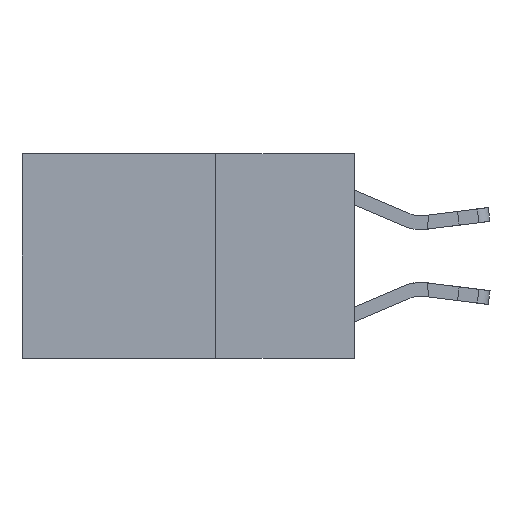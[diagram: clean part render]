
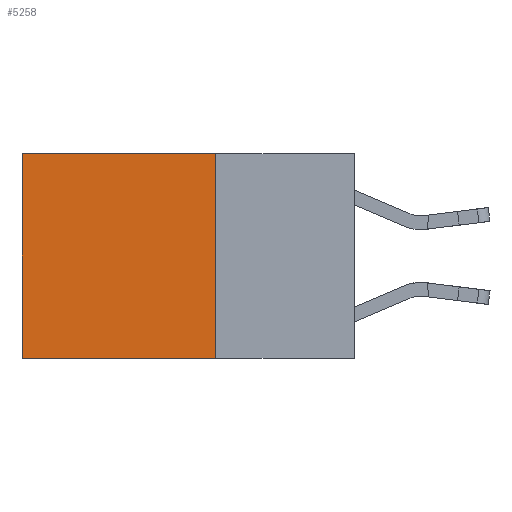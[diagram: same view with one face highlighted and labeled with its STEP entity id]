
A CAD part, left-side view. The second image highlights one B-rep face of the part: STEP entity #5258.
In plain terms, the highlighted planar face has unit normal (-1, 0, 0).
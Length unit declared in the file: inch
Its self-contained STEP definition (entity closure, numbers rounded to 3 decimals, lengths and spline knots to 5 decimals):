
#636 = CARTESIAN_POINT ( 'NONE',  ( 0.2625, 0.25, 0. ) ) ;
#787 = CARTESIAN_POINT ( 'NONE',  ( 0.2625, 0.25, 0. ) ) ;
#926 = CARTESIAN_POINT ( 'NONE',  ( 0.2625, 0.6, 0. ) ) ;
#985 = LINE ( 'NONE', #12574, #12104 ) ;
#1582 = EDGE_CURVE ( 'NONE', #17301, #6583, #985, .T. ) ;
#2147 = DIRECTION ( 'NONE',  ( 0., 0., -1. ) ) ;
#2256 = VERTEX_POINT ( 'NONE', #5084 ) ;
#2395 = ORIENTED_EDGE ( 'NONE', *, *, #7568, .T. ) ;
#3851 = LINE ( 'NONE', #7814, #15490 ) ;
#5012 = PLANE ( 'NONE',  #7622 ) ;
#5084 = CARTESIAN_POINT ( 'NONE',  ( 0.2625, 0.6, 0. ) ) ;
#5258 = ADVANCED_FACE ( 'NONE', ( #7552 ), #5012, .F. ) ;
#6271 = DIRECTION ( 'NONE',  ( 0., 0., -1. ) ) ;
#6583 = VERTEX_POINT ( 'NONE', #8828 ) ;
#7167 = VECTOR ( 'NONE', #6271, 39.37008 ) ;
#7492 = VECTOR ( 'NONE', #2147, 39.37008 ) ;
#7552 = FACE_OUTER_BOUND ( 'NONE', #10419, .T. ) ;
#7568 = EDGE_CURVE ( 'NONE', #2256, #6583, #10320, .T. ) ;
#7622 = AXIS2_PLACEMENT_3D ( 'NONE', #787, #10445, #7725 ) ;
#7725 = DIRECTION ( 'NONE',  ( 0., 0., -1. ) ) ;
#7814 = CARTESIAN_POINT ( 'NONE',  ( 0.2625, 0.25, 0. ) ) ;
#8828 = CARTESIAN_POINT ( 'NONE',  ( 0.2625, 0.6, -0.37 ) ) ;
#8981 = ORIENTED_EDGE ( 'NONE', *, *, #13430, .T. ) ;
#9070 = DIRECTION ( 'NONE',  ( 0., 1., 0. ) ) ;
#9897 = ORIENTED_EDGE ( 'NONE', *, *, #14727, .F. ) ;
#10320 = LINE ( 'NONE', #926, #7167 ) ;
#10419 = EDGE_LOOP ( 'NONE', ( #2395, #14794, #9897, #8981 ) ) ;
#10445 = DIRECTION ( 'NONE',  ( 1., 0., 0. ) ) ;
#11723 = CARTESIAN_POINT ( 'NONE',  ( 0.2625, 0.25, -0.37 ) ) ;
#12104 = VECTOR ( 'NONE', #9070, 39.37008 ) ;
#12574 = CARTESIAN_POINT ( 'NONE',  ( 0.2625, 0.25, -0.37 ) ) ;
#12984 = DIRECTION ( 'NONE',  ( 0., 1., 0. ) ) ;
#13430 = EDGE_CURVE ( 'NONE', #16482, #2256, #3851, .T. ) ;
#14597 = CARTESIAN_POINT ( 'NONE',  ( 0.2625, 0.25, 0. ) ) ;
#14727 = EDGE_CURVE ( 'NONE', #16482, #17301, #15606, .T. ) ;
#14794 = ORIENTED_EDGE ( 'NONE', *, *, #1582, .F. ) ;
#15490 = VECTOR ( 'NONE', #12984, 39.37008 ) ;
#15606 = LINE ( 'NONE', #636, #7492 ) ;
#16482 = VERTEX_POINT ( 'NONE', #14597 ) ;
#17301 = VERTEX_POINT ( 'NONE', #11723 ) ;
